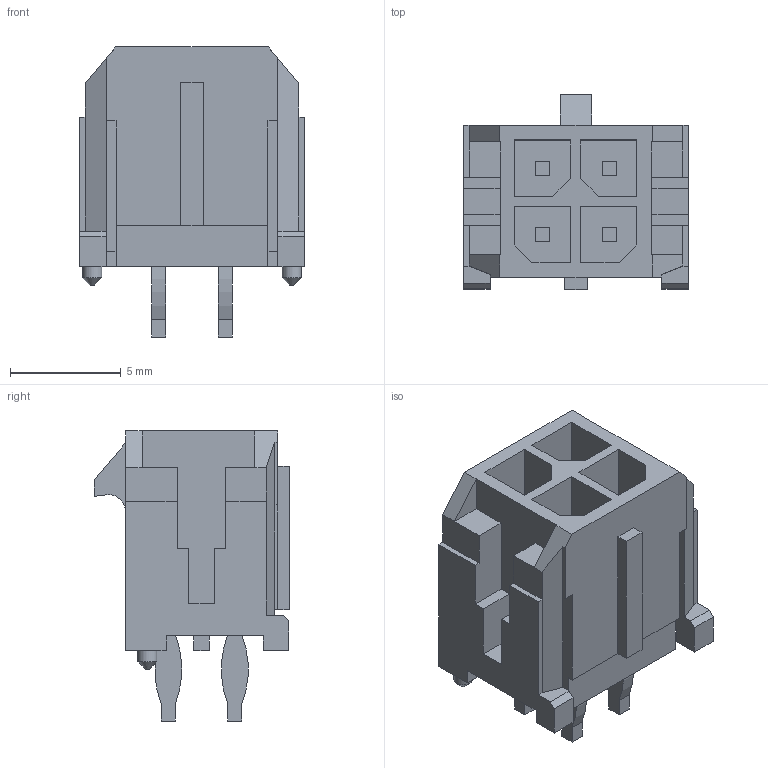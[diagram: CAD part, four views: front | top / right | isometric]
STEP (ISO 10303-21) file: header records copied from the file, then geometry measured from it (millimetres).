
FILE_DESCRIPTION(/* description */ (''),/* implementation_level */ '2;1');
FILE_NAME(/* name */ 'Molex Micro-Fit 3.0 449140401 v2.step',/* time_stamp */ '2021-10-02T23:35:35+02:00',/* author */ (''),/* organization */ (''),/* preprocessor_version */ 'ST-DEVELOPER v18.1',/* originating_system */ 'Autodesk Translation Framework v10.10.0.1391',/* authorisation */ '');
FILE_SCHEMA (('AUTOMOTIVE_DESIGN { 1 0 10303 214 3 1 1 }'));
Length unit declared in the file: millimetre
Products named in the file (2): Molex Micro-Fit 3.0  449140401; 1
Assembly tree (1 placements, depth 2):
  Molex Micro-Fit 3.0  449140401
    1
Bounding box: 10.15 x 8.8 x 13.09 mm (x, y, z)
Volume: 432 mm3; surface area: 907.5 mm2
Topology: 1 solids, 1 shells, 173 faces, 457 edges, 302 vertices
Faces by surface type: plane 160, cylinder 11, cone 2
Full cylindrical faces by diameter (mm): 0.86 x2
Entity records: 5313 total; most frequent: CARTESIAN_POINT 935, ORIENTED_EDGE 914, DIRECTION 835, EDGE_CURVE 457, LINE 431, VECTOR 431, VERTEX_POINT 302, AXIS2_PLACEMENT_3D 202
